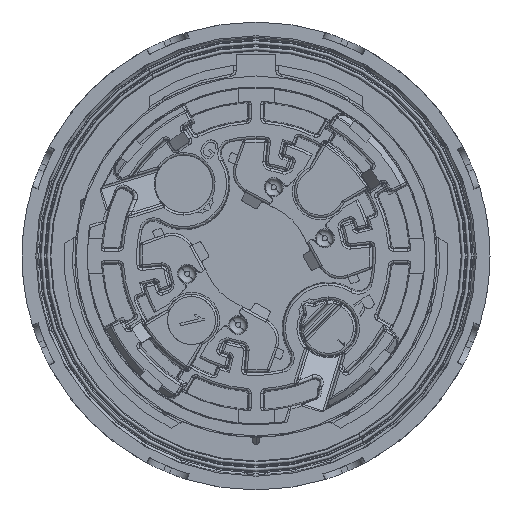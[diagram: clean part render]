
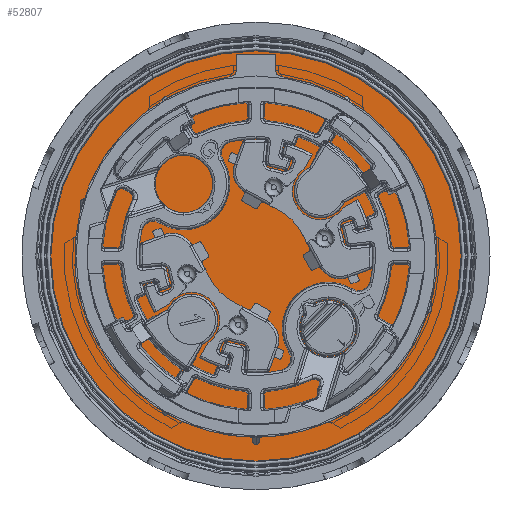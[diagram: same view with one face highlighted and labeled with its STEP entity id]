
A CAD part, front view. The second image highlights one B-rep face of the part: STEP entity #52807.
In plain terms, the highlighted planar face has unit normal (0, -1, 0).
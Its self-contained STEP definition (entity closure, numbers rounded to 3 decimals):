
#1978 = DIRECTION ( 'NONE',  ( 0., -1., 0. ) ) ;
#11973 = DIRECTION ( 'NONE',  ( -0.5, 0., 0.866 ) ) ;
#19422 = CARTESIAN_POINT ( 'NONE',  ( -8.546, 9.15, 14.802 ) ) ;
#29599 = DIRECTION ( 'NONE',  ( 0., -1., 0. ) ) ;
#33392 = ORIENTED_EDGE ( 'NONE', *, *, #91563, .T. ) ;
#39997 = DIRECTION ( 'NONE',  ( -0.5, 0., 0.866 ) ) ;
#52807 = ADVANCED_FACE ( 'Defeature ausgef�hrt2_1', ( #65902 ), #75244, .F. ) ;
#56225 = EDGE_CURVE ( 'Defeature ausgef�hrt2_1+Defeature ausgef�hrt2_4+Defeature ausgef�hrt2_4+Defeature ausgef�hrt2_4', #121419, #127744, #89418, .T. ) ;
#56643 = ORIENTED_EDGE ( 'NONE', *, *, #56225, .T. ) ;
#61517 = CARTESIAN_POINT ( 'NONE',  ( 0., 9.15, 0. ) ) ;
#65703 = CARTESIAN_POINT ( 'NONE',  ( 0., 9.15, 0. ) ) ;
#65902 = FACE_OUTER_BOUND ( 'NONE', #124048, .T. ) ;
#66086 = AXIS2_PLACEMENT_3D ( 'NONE', #99356, #29599, #39997 ) ;
#75244 = PLANE ( 'NONE',  #119557 ) ;
#77676 = CARTESIAN_POINT ( 'NONE',  ( 8.546, 9.15, -14.802 ) ) ;
#89418 = CIRCLE ( 'NONE', #66086, 17.092 ) ;
#91563 = EDGE_CURVE ( 'Defeature ausgef�hrt2_1+Defeature ausgef�hrt2_4+Defeature ausgef�hrt2_4+Defeature ausgef�hrt2_4', #127744, #121419, #105431, .T. ) ;
#99356 = CARTESIAN_POINT ( 'NONE',  ( 0., 9.15, 0. ) ) ;
#105431 = CIRCLE ( 'NONE', #119662, 17.092 ) ;
#119557 = AXIS2_PLACEMENT_3D ( 'NONE', #65703, #125029, #123708 ) ;
#119662 = AXIS2_PLACEMENT_3D ( 'NONE', #61517, #1978, #11973 ) ;
#121419 = VERTEX_POINT ( 'NONE', #77676 ) ;
#123708 = DIRECTION ( 'NONE',  ( 0.5, 0., -0.866 ) ) ;
#124048 = EDGE_LOOP ( 'NONE', ( #33392, #56643 ) ) ;
#125029 = DIRECTION ( 'NONE',  ( 0., 1., 0. ) ) ;
#127744 = VERTEX_POINT ( 'NONE', #19422 ) ;
